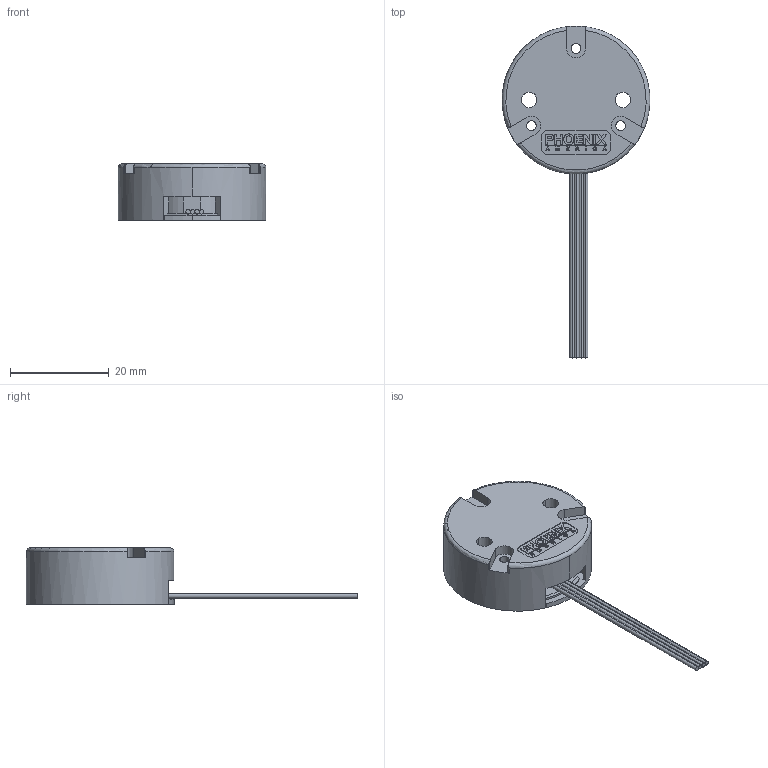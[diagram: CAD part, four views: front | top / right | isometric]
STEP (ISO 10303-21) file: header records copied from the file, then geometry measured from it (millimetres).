
FILE_DESCRIPTION (( 'STEP AP214' ), '1' );
FILE_NAME ('L2-HB-H2 STEP File.STEP', '2016-06-09T14:40:44', ( '' ), ( '' ), 'SwSTEP 2.0', 'SolidWorks 2014', '' );
FILE_SCHEMA (( 'AUTOMOTIVE_DESIGN' ));
Length unit declared in the file: inch
Products named in the file (5): 3050 Full Assembly For Render; 3050 Wire 4 Cond; 3050H200 Cover Rev 01; 3050HXXX Housing Rev 02 For Render; L2-HB-H2 STEP File
Assembly tree (4 placements, depth 3):
  L2-HB-H2 STEP File
    3050 Full Assembly For Render
      3050HXXX Housing Rev 02 For Render
      3050H200 Cover Rev 01
      3050 Wire 4 Cond
Bounding box: 29.99 x 67.32 x 11.43 mm (x, y, z)
Volume: 3718.3 mm3; surface area: 6535.7 mm2
Topology: 6 solids, 6 shells, 442 faces, 1184 edges, 786 vertices
Faces by surface type: plane 267, cylinder 103, bspline 60, torus 6, cone 6
Entity records: 14541 total; most frequent: CARTESIAN_POINT 3360, ORIENTED_EDGE 2368, DIRECTION 2054, EDGE_CURVE 1184, LINE 814, VECTOR 814, VERTEX_POINT 786, AXIS2_PLACEMENT_3D 620
